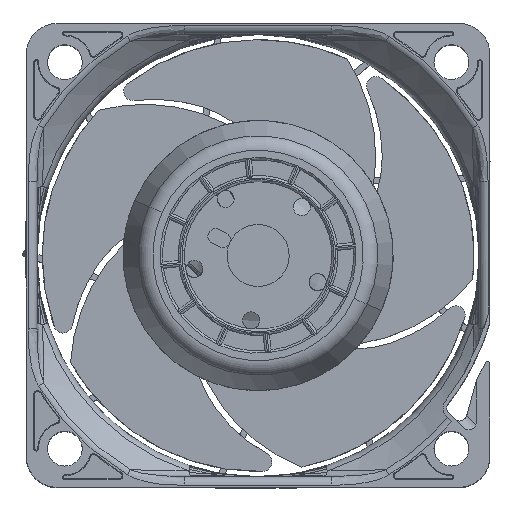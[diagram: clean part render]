
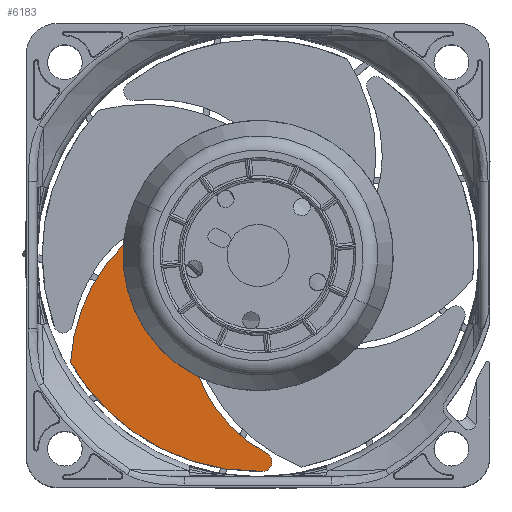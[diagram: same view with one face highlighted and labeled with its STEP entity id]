
A CAD part, top view. The second image highlights one B-rep face of the part: STEP entity #6183.
In plain terms, the highlighted planar face has unit normal (0, 0, 1).
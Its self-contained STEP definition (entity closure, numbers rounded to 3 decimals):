
#1618=CARTESIAN_POINT('',(0.,0.,-11.278));
#1619=DIRECTION('',(0.,0.,-1.));
#1620=DIRECTION('',(-0.029,-1.,0.));
#1621=AXIS2_PLACEMENT_3D('',#1618,#1619,#1620);
#1651=CARTESIAN_POINT('',(11.554,-22.941,-11.278));
#1652=CARTESIAN_POINT('',(11.259,-22.913,-11.278));
#1653=CARTESIAN_POINT('',(10.917,-22.882,-11.278));
#1654=CARTESIAN_POINT('',(9.919,-22.76,-11.278));
#1655=CARTESIAN_POINT('',(9.16,-22.609,-11.278));
#1656=CARTESIAN_POINT('',(7.762,-22.257,-11.278));
#1657=CARTESIAN_POINT('',(6.184,-21.777,-11.278));
#1658=CARTESIAN_POINT('',(4.67,-21.134,-11.278));
#1659=CARTESIAN_POINT('',(3.19,-20.381,-11.278));
#1660=CARTESIAN_POINT('',(2.393,-19.914,-11.278));
#1661=CARTESIAN_POINT('',(0.954,-18.855,-11.278));
#1662=CARTESIAN_POINT('',(0.178,-18.125,-11.278));
#1663=CARTESIAN_POINT('',(-0.506,-17.471,-11.278));
#1674=CARTESIAN_POINT('',(11.449,-24.142,-11.278));
#1675=DIRECTION('',(0.,0.,-1.));
#1676=DIRECTION('',(0.087,0.996,0.));
#1677=AXIS2_PLACEMENT_3D('',#1674,#1675,#1676);
#1721=CARTESIAN_POINT('',(11.978,-25.226,-11.278));
#1722=CARTESIAN_POINT('',(11.655,-25.379,-11.278));
#1723=CARTESIAN_POINT('',(11.006,-25.673,-11.278));
#1724=CARTESIAN_POINT('',(9.695,-26.204,-11.278));
#1725=CARTESIAN_POINT('',(8.055,-26.765,-11.278));
#1726=CARTESIAN_POINT('',(6.417,-27.192,-11.278));
#1727=CARTESIAN_POINT('',(5.117,-27.459,-11.278));
#1728=CARTESIAN_POINT('',(4.139,-27.623,-11.278));
#1729=CARTESIAN_POINT('',(3.209,-27.744,-11.278));
#1730=CARTESIAN_POINT('',(1.958,-27.868,-11.278));
#1731=CARTESIAN_POINT('',(-0.222,-27.973,-11.278));
#1732=CARTESIAN_POINT('',(-3.273,-27.811,-11.278));
#1733=CARTESIAN_POINT('',(-6.834,-27.156,-11.278));
#1734=CARTESIAN_POINT('',(-9.667,-26.246,-11.278));
#1735=CARTESIAN_POINT('',(-11.836,-25.312,-11.278));
#1736=CARTESIAN_POINT('',(-13.161,-24.643,-11.278));
#1737=CARTESIAN_POINT('',(-14.172,-24.069,-11.278));
#1738=CARTESIAN_POINT('',(-15.209,-23.425,-11.278));
#1739=CARTESIAN_POINT('',(-15.956,-22.91,-11.278));
#1740=CARTESIAN_POINT('',(-16.482,-22.551,-11.278));
#1757=CARTESIAN_POINT('',(5.273,-14.198,-11.278));
#1758=DIRECTION('',(0.,0.,1.));
#1759=DIRECTION('',(-0.933,0.359,0.));
#1760=AXIS2_PLACEMENT_3D('',#1757,#1758,#1759);
#3974=VERTEX_POINT('',#1651);
#3975=VERTEX_POINT('',#1663);
#3999=CARTESIAN_POINT('',(-16.477,-5.832,-11.278));
#4001=VERTEX_POINT('',#3999);
#4002=VERTEX_POINT('',#1721);
#4003=VERTEX_POINT('',#1740);
#6167=CARTESIAN_POINT('',(0.,0.,-11.278));
#6168=DIRECTION('',(0.,0.,1.));
#6169=DIRECTION('',(1.,0.,0.));
#6170=AXIS2_PLACEMENT_3D('',#6167,#6168,#6169);
#6171=PLANE('',#6170);
#6173=ORIENTED_EDGE('',*,*,#6172,.F.);
#6175=ORIENTED_EDGE('',*,*,#6174,.T.);
#6177=ORIENTED_EDGE('',*,*,#6176,.T.);
#6179=ORIENTED_EDGE('',*,*,#6178,.F.);
#6180=ORIENTED_EDGE('',*,*,#4415,.F.);
#6181=EDGE_LOOP('',(#6173,#6175,#6177,#6179,#6180));
#6182=FACE_OUTER_BOUND('',#6181,.F.);
#6183=ADVANCED_FACE('',(#6182),#6171,.T.);
#1622=CIRCLE('',#1621,17.478);
#1664=B_SPLINE_CURVE_WITH_KNOTS('',3,(#1651,#1652,#1653,#1654,#1655,#1656,#1657,
#1658,#1659,#1660,#1661,#1662,#1663),.UNSPECIFIED.,.F.,.F.,(4,1,1,1,1,1,1,1,1,1,
4),(0.,0.065,0.074,0.219,
0.236,0.393,0.584,0.6,
0.761,0.788,1.),.UNSPECIFIED.);
#1678=CIRCLE('',#1677,1.205);
#1741=B_SPLINE_CURVE_WITH_KNOTS('',3,(#1721,#1722,#1723,#1724,#1725,#1726,#1727,
#1728,#1729,#1730,#1731,#1732,#1733,#1734,#1735,#1736,#1737,#1738,#1739,#1740),
.UNSPECIFIED.,.F.,.F.,(4,1,1,1,1,1,1,1,1,1,1,1,1,1,1,1,1,4),(0.,
0.031,0.062,0.124,0.186,
0.217,0.248,0.278,0.309,
0.371,0.495,0.619,0.743,
0.804,0.866,0.897,0.928,1.),
.UNSPECIFIED.);
#1761=CIRCLE('',#1760,23.303);
#4415=EDGE_CURVE('',#3975,#4001,#1622,.T.);
#6172=EDGE_CURVE('',#3974,#3975,#1664,.T.);
#6174=EDGE_CURVE('',#3974,#4002,#1678,.T.);
#6176=EDGE_CURVE('',#4002,#4003,#1741,.T.);
#6178=EDGE_CURVE('',#4001,#4003,#1761,.T.);
